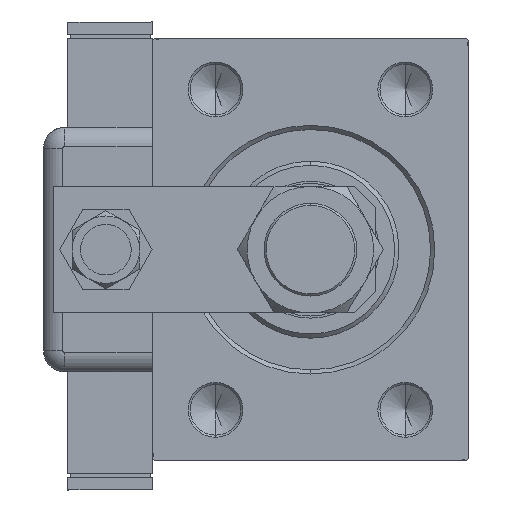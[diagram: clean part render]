
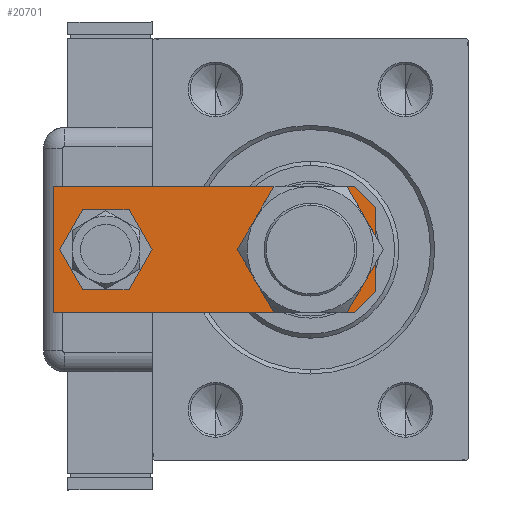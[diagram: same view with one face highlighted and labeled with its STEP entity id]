
A CAD part, left-side view. The second image highlights one B-rep face of the part: STEP entity #20701.
In plain terms, the highlighted face is planar.
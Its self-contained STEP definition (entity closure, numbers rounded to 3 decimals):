
#426 = CARTESIAN_POINT ( 'NONE',  ( 0., 64., 0. ) ) ;
#1878 = DIRECTION ( 'NONE',  ( 1., 0., 0. ) ) ;
#2531 = ORIENTED_EDGE ( 'NONE', *, *, #41044, .T. ) ;
#3440 = CIRCLE ( 'NONE', #19246, 10. ) ;
#4764 = CIRCLE ( 'NONE', #39718, 10. ) ;
#5983 = ORIENTED_EDGE ( 'NONE', *, *, #56895, .T. ) ;
#6322 = ORIENTED_EDGE ( 'NONE', *, *, #22021, .F. ) ;
#6524 = CARTESIAN_POINT ( 'NONE',  ( -7., 64., 0. ) ) ;
#6600 = AXIS2_PLACEMENT_3D ( 'NONE', #426, #57726, #33898 ) ;
#6607 = VERTEX_POINT ( 'NONE', #14060 ) ;
#7591 = FACE_BOUND ( 'NONE', #11013, .T. ) ;
#9105 = ORIENTED_EDGE ( 'NONE', *, *, #46073, .T. ) ;
#9113 = CARTESIAN_POINT ( 'NONE',  ( -15., 76.5, 0. ) ) ;
#10091 = DIRECTION ( 'NONE',  ( -1., 0., 0. ) ) ;
#11013 = EDGE_LOOP ( 'NONE', ( #5983, #2531 ) ) ;
#11087 = CARTESIAN_POINT ( 'NONE',  ( 0., 64., 0. ) ) ;
#11937 = VERTEX_POINT ( 'NONE', #25457 ) ;
#12176 = CARTESIAN_POINT ( 'NONE',  ( 0., 15.5, 0. ) ) ;
#12271 = PLANE ( 'NONE',  #58545 ) ;
#12357 = EDGE_CURVE ( 'NONE', #33092, #39931, #52986, .T. ) ;
#12455 = VERTEX_POINT ( 'NONE', #54218 ) ;
#12561 = EDGE_LOOP ( 'NONE', ( #21117, #17456, #6322, #16926, #54362, #9105 ) ) ;
#13385 = CARTESIAN_POINT ( 'NONE',  ( 15., 5., 0. ) ) ;
#14060 = CARTESIAN_POINT ( 'NONE',  ( 10., 15.5, 0. ) ) ;
#14356 = VERTEX_POINT ( 'NONE', #6524 ) ;
#15510 = ORIENTED_EDGE ( 'NONE', *, *, #51794, .T. ) ;
#16926 = ORIENTED_EDGE ( 'NONE', *, *, #12357, .F. ) ;
#17265 = FACE_OUTER_BOUND ( 'NONE', #12561, .T. ) ;
#17456 = ORIENTED_EDGE ( 'NONE', *, *, #25190, .T. ) ;
#18576 = LINE ( 'NONE', #46473, #50569 ) ;
#19246 = AXIS2_PLACEMENT_3D ( 'NONE', #12176, #31562, #31251 ) ;
#20466 = DIRECTION ( 'NONE',  ( 0., 0., 1. ) ) ;
#20701 = ADVANCED_FACE ( 'NONE', ( #17265, #55172, #7591 ), #12271, .F. ) ;
#21117 = ORIENTED_EDGE ( 'NONE', *, *, #34154, .F. ) ;
#21393 = DIRECTION ( 'NONE',  ( 1., 0., 0. ) ) ;
#22021 = EDGE_CURVE ( 'NONE', #39931, #11937, #52001, .T. ) ;
#24708 = DIRECTION ( 'NONE',  ( 0., -1., 0. ) ) ;
#25190 = EDGE_CURVE ( 'NONE', #31165, #11937, #18576, .T. ) ;
#25281 = EDGE_CURVE ( 'NONE', #14356, #32629, #25563, .T. ) ;
#25457 = CARTESIAN_POINT ( 'NONE',  ( -15., 5., 0. ) ) ;
#25563 = CIRCLE ( 'NONE', #6600, 7. ) ;
#26086 = DIRECTION ( 'NONE',  ( 0., 0., 1. ) ) ;
#27530 = CARTESIAN_POINT ( 'NONE',  ( 15., 76.5, 0. ) ) ;
#27901 = DIRECTION ( 'NONE',  ( 1., 0., 0. ) ) ;
#28230 = VECTOR ( 'NONE', #10091, 1000. ) ;
#28255 = VERTEX_POINT ( 'NONE', #44141 ) ;
#29171 = CARTESIAN_POINT ( 'NONE',  ( -10., 0., 0. ) ) ;
#29699 = CIRCLE ( 'NONE', #43695, 7. ) ;
#29986 = CARTESIAN_POINT ( 'NONE',  ( -15., 76.5, 0. ) ) ;
#30576 = VECTOR ( 'NONE', #24708, 1000. ) ;
#31165 = VERTEX_POINT ( 'NONE', #29171 ) ;
#31251 = DIRECTION ( 'NONE',  ( 1., 0., 0. ) ) ;
#31344 = CARTESIAN_POINT ( 'NONE',  ( 0., 0., 0. ) ) ;
#31562 = DIRECTION ( 'NONE',  ( 0., 0., 1. ) ) ;
#31752 = DIRECTION ( 'NONE',  ( -0.707, 0.707, 0. ) ) ;
#32629 = VERTEX_POINT ( 'NONE', #51875 ) ;
#32670 = DIRECTION ( 'NONE',  ( 0., 1., 0. ) ) ;
#33092 = VERTEX_POINT ( 'NONE', #27530 ) ;
#33898 = DIRECTION ( 'NONE',  ( 1., 0., 0. ) ) ;
#34154 = EDGE_CURVE ( 'NONE', #31165, #12455, #44763, .T. ) ;
#36075 = VECTOR ( 'NONE', #1878, 1000. ) ;
#36669 = CARTESIAN_POINT ( 'NONE',  ( 0., 15.5, 0. ) ) ;
#37674 = LINE ( 'NONE', #51163, #44443 ) ;
#38443 = CARTESIAN_POINT ( 'NONE',  ( 15., 5., 0. ) ) ;
#39718 = AXIS2_PLACEMENT_3D ( 'NONE', #36669, #26086, #21393 ) ;
#39931 = VERTEX_POINT ( 'NONE', #29986 ) ;
#40174 = VERTEX_POINT ( 'NONE', #13385 ) ;
#41044 = EDGE_CURVE ( 'NONE', #6607, #28255, #3440, .T. ) ;
#42409 = VECTOR ( 'NONE', #48777, 1000. ) ;
#43695 = AXIS2_PLACEMENT_3D ( 'NONE', #11087, #20466, #44897 ) ;
#44141 = CARTESIAN_POINT ( 'NONE',  ( -10., 15.5, 0. ) ) ;
#44443 = VECTOR ( 'NONE', #32670, 1000. ) ;
#44697 = EDGE_LOOP ( 'NONE', ( #47687, #15510 ) ) ;
#44763 = LINE ( 'NONE', #58238, #36075 ) ;
#44897 = DIRECTION ( 'NONE',  ( 1., 0., 0. ) ) ;
#46073 = EDGE_CURVE ( 'NONE', #40174, #12455, #53168, .T. ) ;
#46473 = CARTESIAN_POINT ( 'NONE',  ( -10., 0., 0. ) ) ;
#47687 = ORIENTED_EDGE ( 'NONE', *, *, #25281, .T. ) ;
#48777 = DIRECTION ( 'NONE',  ( -0.707, -0.707, 0. ) ) ;
#50569 = VECTOR ( 'NONE', #31752, 1000. ) ;
#51163 = CARTESIAN_POINT ( 'NONE',  ( 15., 0., 0. ) ) ;
#51794 = EDGE_CURVE ( 'NONE', #32629, #14356, #29699, .T. ) ;
#51875 = CARTESIAN_POINT ( 'NONE',  ( 7., 64., 0. ) ) ;
#52001 = LINE ( 'NONE', #9113, #30576 ) ;
#52016 = DIRECTION ( 'NONE',  ( 0., 0., 1. ) ) ;
#52986 = LINE ( 'NONE', #53286, #28230 ) ;
#53168 = LINE ( 'NONE', #38443, #42409 ) ;
#53286 = CARTESIAN_POINT ( 'NONE',  ( 15., 76.5, 0. ) ) ;
#54218 = CARTESIAN_POINT ( 'NONE',  ( 10., 0., 0. ) ) ;
#54362 = ORIENTED_EDGE ( 'NONE', *, *, #60034, .F. ) ;
#55172 = FACE_BOUND ( 'NONE', #44697, .T. ) ;
#56895 = EDGE_CURVE ( 'NONE', #28255, #6607, #4764, .T. ) ;
#57726 = DIRECTION ( 'NONE',  ( 0., 0., 1. ) ) ;
#58238 = CARTESIAN_POINT ( 'NONE',  ( -15., 0., 0. ) ) ;
#58545 = AXIS2_PLACEMENT_3D ( 'NONE', #31344, #52016, #27901 ) ;
#60034 = EDGE_CURVE ( 'NONE', #40174, #33092, #37674, .T. ) ;
